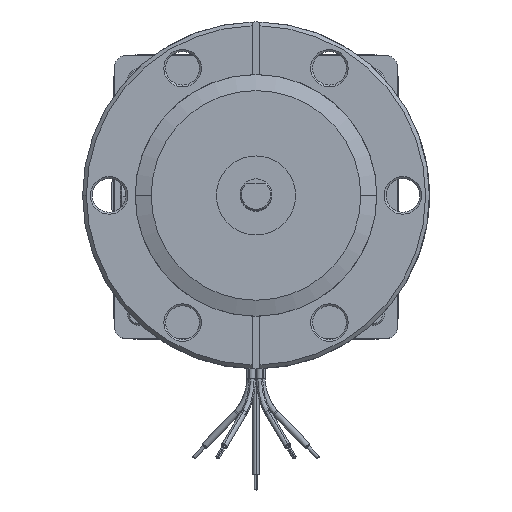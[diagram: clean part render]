
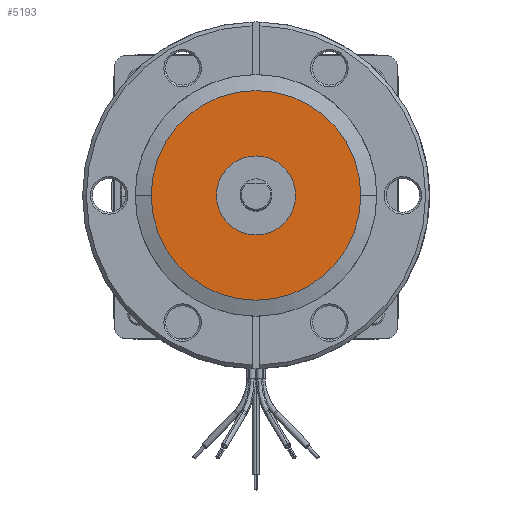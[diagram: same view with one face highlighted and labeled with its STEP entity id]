
A CAD part, top view. The second image highlights one B-rep face of the part: STEP entity #5193.
In plain terms, the highlighted planar face has unit normal (0, 0, 1).
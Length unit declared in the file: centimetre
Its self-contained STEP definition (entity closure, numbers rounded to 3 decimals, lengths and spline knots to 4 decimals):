
#62 = VERTEX_POINT ( 'NONE', #48817 ) ;
#404 = VERTEX_POINT ( 'NONE', #48699 ) ;
#982 = VERTEX_POINT ( 'NONE', #5808 ) ;
#1001 = VERTEX_POINT ( 'NONE', #5472 ) ;
#1801 = CIRCLE ( 'NONE', #28120, 2.0955 ) ;
#2142 = CIRCLE ( 'NONE', #28264, 2.0955 ) ;
#5193 = ADVANCED_FACE ( 'NONE', ( #71339, #71886 ), #5287, .T. ) ;
#5282 = DIRECTION ( 'NONE',  ( 1., 0., 0. ) ) ;
#5287 = PLANE ( 'NONE',  #28034 ) ;
#5290 = DIRECTION ( 'NONE',  ( 0., 0., 1. ) ) ;
#5291 = CARTESIAN_POINT ( 'NONE',  ( 0., 2.0955, -0.1295 ) ) ;
#5472 = CARTESIAN_POINT ( 'NONE',  ( -0.7899, 0., -0.1295 ) ) ;
#5808 = CARTESIAN_POINT ( 'NONE',  ( 2.0955, 0., -0.1295 ) ) ;
#11994 = ORIENTED_EDGE ( 'NONE', *, *, #24707, .T. ) ;
#12030 = ORIENTED_EDGE ( 'NONE', *, *, #63827, .T. ) ;
#12121 = ORIENTED_EDGE ( 'NONE', *, *, #63670, .T. ) ;
#12169 = ORIENTED_EDGE ( 'NONE', *, *, #26356, .T. ) ;
#15040 = CIRCLE ( 'NONE', #55865, 0.7899 ) ;
#15233 = CIRCLE ( 'NONE', #55890, 0.7899 ) ;
#18368 = CARTESIAN_POINT ( 'NONE',  ( 0., 0., -0.1295 ) ) ;
#18370 = DIRECTION ( 'NONE',  ( 0., 0., 1. ) ) ;
#18372 = DIRECTION ( 'NONE',  ( -1., 0., 0. ) ) ;
#24707 = EDGE_CURVE ( 'NONE', #982, #404, #1801, .T. ) ;
#26356 = EDGE_CURVE ( 'NONE', #404, #982, #2142, .T. ) ;
#28034 = AXIS2_PLACEMENT_3D ( 'NONE', #5291, #5290, #5282 ) ;
#28120 = AXIS2_PLACEMENT_3D ( 'NONE', #38503, #37911, #37888 ) ;
#28264 = AXIS2_PLACEMENT_3D ( 'NONE', #18368, #18370, #18372 ) ;
#37888 = DIRECTION ( 'NONE',  ( -1., 0., 0. ) ) ;
#37911 = DIRECTION ( 'NONE',  ( 0., 0., 1. ) ) ;
#38503 = CARTESIAN_POINT ( 'NONE',  ( 0., 0., -0.1295 ) ) ;
#43813 = CARTESIAN_POINT ( 'NONE',  ( 0., 0., -0.1295 ) ) ;
#43814 = DIRECTION ( 'NONE',  ( 0., 0., -1. ) ) ;
#43815 = DIRECTION ( 'NONE',  ( 1., 0., 0. ) ) ;
#44030 = CARTESIAN_POINT ( 'NONE',  ( 0., 0., -0.1295 ) ) ;
#44031 = DIRECTION ( 'NONE',  ( 0., 0., -1. ) ) ;
#44032 = DIRECTION ( 'NONE',  ( 1., 0., 0. ) ) ;
#48699 = CARTESIAN_POINT ( 'NONE',  ( -2.0955, 0., -0.1295 ) ) ;
#48817 = CARTESIAN_POINT ( 'NONE',  ( 0.7899, 0., -0.1295 ) ) ;
#55865 = AXIS2_PLACEMENT_3D ( 'NONE', #43813, #43814, #43815 ) ;
#55890 = AXIS2_PLACEMENT_3D ( 'NONE', #44030, #44031, #44032 ) ;
#56878 = EDGE_LOOP ( 'NONE', ( #12169, #11994 ) ) ;
#57148 = EDGE_LOOP ( 'NONE', ( #12030, #12121 ) ) ;
#63670 = EDGE_CURVE ( 'NONE', #1001, #62, #15040, .T. ) ;
#63827 = EDGE_CURVE ( 'NONE', #62, #1001, #15233, .T. ) ;
#71339 = FACE_OUTER_BOUND ( 'NONE', #56878, .T. ) ;
#71886 = FACE_BOUND ( 'NONE', #57148, .T. ) ;
